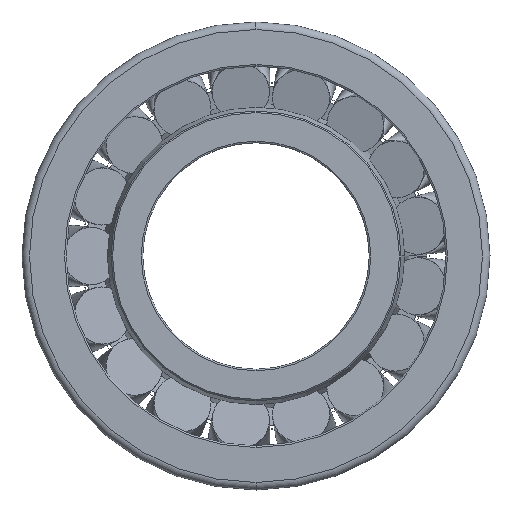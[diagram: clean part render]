
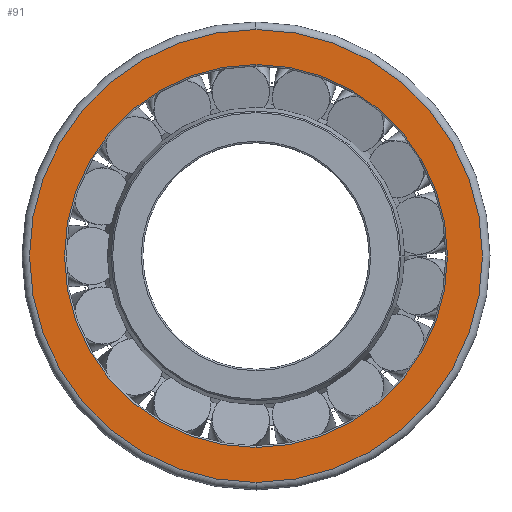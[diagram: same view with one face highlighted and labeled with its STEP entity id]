
A CAD part, left-side view. The second image highlights one B-rep face of the part: STEP entity #91.
In plain terms, the highlighted planar face has unit normal (-1, 0, 0).
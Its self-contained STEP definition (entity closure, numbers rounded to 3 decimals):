
#91=ADVANCED_FACE('',(#261,#262),#263,.T.);
#261=FACE_OUTER_BOUND('',#575,.T.);
#262=FACE_BOUND('',#576,.T.);
#263=PLANE('',#577);
#575=EDGE_LOOP('',(#1053,#1054,#1055));
#576=EDGE_LOOP('',(#1056,#1057,#1058));
#577=AXIS2_PLACEMENT_3D('',#1059,#1060,#1061);
#1053=ORIENTED_EDGE('',*,*,#1903,.F.);
#1054=ORIENTED_EDGE('',*,*,#1902,.F.);
#1055=ORIENTED_EDGE('',*,*,#1906,.F.);
#1056=ORIENTED_EDGE('',*,*,#1880,.T.);
#1057=ORIENTED_EDGE('',*,*,#1877,.T.);
#1058=ORIENTED_EDGE('',*,*,#1881,.T.);
#1059=CARTESIAN_POINT('',(0.0,27.684,0.0));
#1060=DIRECTION('',(-1.0,-0.0,0.0));
#1061=DIRECTION('',(0.0,-1.0,-0.0));
#1877=EDGE_CURVE('',#2201,#2199,#2202,.T.);
#1880=EDGE_CURVE('',#2205,#2201,#2206,.T.);
#1881=EDGE_CURVE('',#2199,#2205,#2207,.T.);
#1902=EDGE_CURVE('',#2243,#2246,#2247,.T.);
#1903=EDGE_CURVE('',#2246,#2248,#2249,.T.);
#1906=EDGE_CURVE('',#2248,#2243,#2252,.T.);
#2199=VERTEX_POINT('',#2697);
#2201=VERTEX_POINT('',#2699);
#2202=CIRCLE('',#2700,25.367);
#2205=VERTEX_POINT('',#2703);
#2206=CIRCLE('',#2704,25.367);
#2207=CIRCLE('',#2705,25.367);
#2243=VERTEX_POINT('',#2745);
#2246=VERTEX_POINT('',#2748);
#2247=CIRCLE('',#2749,30.0);
#2248=VERTEX_POINT('',#2750);
#2249=CIRCLE('',#2751,30.0);
#2252=CIRCLE('',#2754,30.0);
#2697=CARTESIAN_POINT('',(0.0,0.,-25.367));
#2699=CARTESIAN_POINT('',(0.0,0.,25.367));
#2700=AXIS2_PLACEMENT_3D('',#4550,#4551,#4552);
#2703=CARTESIAN_POINT('',(0.0,25.367,0.0));
#2704=AXIS2_PLACEMENT_3D('',#4559,#4560,#4561);
#2705=AXIS2_PLACEMENT_3D('',#4562,#4563,#4564);
#2745=CARTESIAN_POINT('',(0.0,0.,-30.0));
#2748=CARTESIAN_POINT('',(0.0,30.0,0.0));
#2749=AXIS2_PLACEMENT_3D('',#4617,#4618,#4619);
#2750=CARTESIAN_POINT('',(0.0,0.,30.0));
#2751=AXIS2_PLACEMENT_3D('',#4620,#4621,#4622);
#2754=AXIS2_PLACEMENT_3D('',#4629,#4630,#4631);
#4550=CARTESIAN_POINT('',(0.0,0.0,0.0));
#4551=DIRECTION('',(1.0,0.0,0.0));
#4552=DIRECTION('',(0.0,1.0,0.0));
#4559=CARTESIAN_POINT('',(0.0,0.0,0.0));
#4560=DIRECTION('',(1.0,0.0,0.0));
#4561=DIRECTION('',(0.0,1.0,0.0));
#4562=CARTESIAN_POINT('',(0.0,0.0,0.0));
#4563=DIRECTION('',(1.0,0.0,0.0));
#4564=DIRECTION('',(0.0,1.0,0.0));
#4617=CARTESIAN_POINT('',(0.0,0.0,0.0));
#4618=DIRECTION('',(1.0,0.0,0.0));
#4619=DIRECTION('',(0.0,1.0,0.0));
#4620=CARTESIAN_POINT('',(0.0,0.0,0.0));
#4621=DIRECTION('',(1.0,0.0,0.0));
#4622=DIRECTION('',(0.0,1.0,0.0));
#4629=CARTESIAN_POINT('',(0.0,0.0,0.0));
#4630=DIRECTION('',(1.0,0.0,0.0));
#4631=DIRECTION('',(0.0,1.0,0.0));
